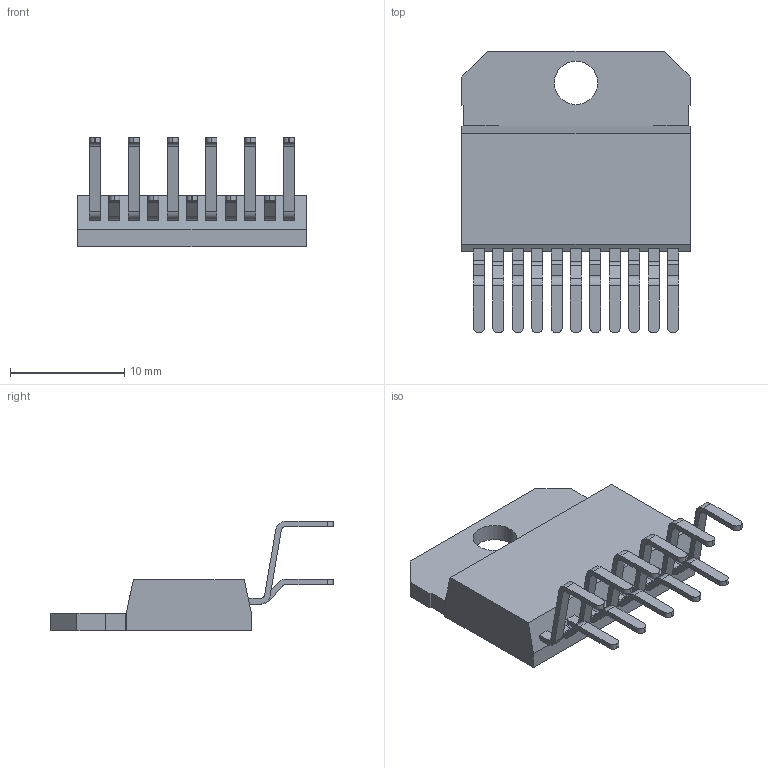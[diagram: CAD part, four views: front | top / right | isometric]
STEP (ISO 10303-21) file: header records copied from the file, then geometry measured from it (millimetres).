
FILE_DESCRIPTION((''),'2;1');
FILE_NAME('KV0011A_ASM','2016-03-10T',('a0412086'),(''),'CREO PARAMETRIC BY PTC INC, 2015380','CREO PARAMETRIC BY PTC INC, 2015380','');
FILE_SCHEMA(('AUTOMOTIVE_DESIGN { 1 0 10303 214 1 1 1 1 }'));
Length unit declared in the file: millimetre
Products named in the file (5): HS; MOLD; LEAD; LEAD2; KV0011A_ASM
Assembly tree (13 placements, depth 2):
  KV0011A_ASM
    HS
    MOLD
    LEAD  x6
    LEAD2  x5
Bounding box: 20.02 x 24.71 x 9.61 mm (x, y, z)
Volume: 1177.1 mm3; surface area: 1784.8 mm2
Topology: 13 solids, 13 shells, 299 faces, 786 edges, 524 vertices
Faces by surface type: plane 231, cylinder 68
Entity records: 7269 total; most frequent: CARTESIAN_POINT 875, ORIENTED_EDGE 816, DIRECTION 782, PRESENTATION_STYLE_ASSIGNMENT 412, STYLED_ITEM 412, CURVE_STYLE 408, EDGE_CURVE 408, VECTOR 380
